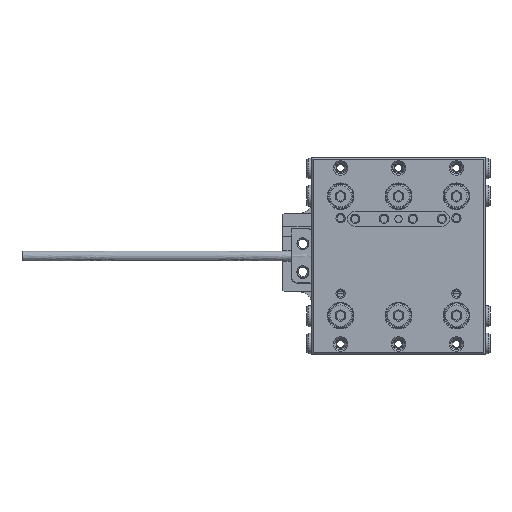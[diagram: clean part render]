
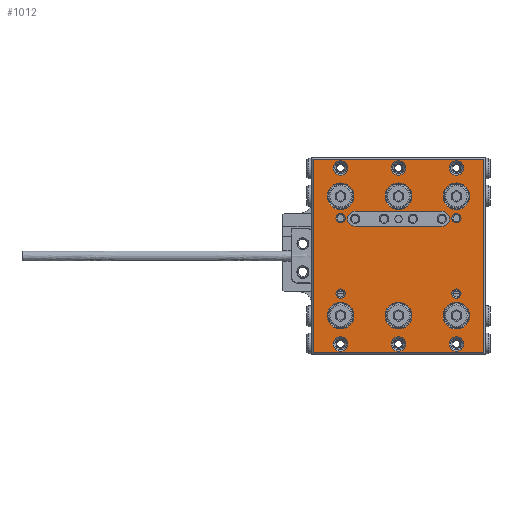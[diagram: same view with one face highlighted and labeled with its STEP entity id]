
A CAD part, top view. The second image highlights one B-rep face of the part: STEP entity #1012.
In plain terms, the highlighted planar face has unit normal (0, 0, 1).
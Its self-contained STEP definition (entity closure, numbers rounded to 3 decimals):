
#1012=ADVANCED_FACE('',(#1714,#1715,#1716,#1717,#1718,#1719,#1720,#1721,
#1722,#1723,#1724,#1725,#1726,#1727,#1728,#1729,#1730,#1731),#1422,.F.);
#1422=PLANE('',#8873);
#1714=FACE_BOUND('',#2249,.T.);
#1715=FACE_BOUND('',#2250,.T.);
#1716=FACE_BOUND('',#2251,.T.);
#1717=FACE_BOUND('',#2252,.T.);
#1718=FACE_BOUND('',#2253,.T.);
#1719=FACE_BOUND('',#2254,.T.);
#1720=FACE_BOUND('',#2255,.T.);
#1721=FACE_BOUND('',#2256,.T.);
#1722=FACE_BOUND('',#2257,.T.);
#1723=FACE_BOUND('',#2258,.T.);
#1724=FACE_BOUND('',#2259,.T.);
#1725=FACE_BOUND('',#2260,.T.);
#1726=FACE_BOUND('',#2261,.T.);
#1727=FACE_BOUND('',#2262,.T.);
#1728=FACE_BOUND('',#2263,.T.);
#1729=FACE_BOUND('',#2264,.T.);
#1730=FACE_BOUND('',#2265,.T.);
#1731=FACE_BOUND('',#2266,.T.);
#2249=EDGE_LOOP('',(#3992,#3993,#3994,#3995));
#2250=EDGE_LOOP('',(#3996));
#2251=EDGE_LOOP('',(#3997));
#2252=EDGE_LOOP('',(#3998));
#2253=EDGE_LOOP('',(#3999));
#2254=EDGE_LOOP('',(#4000));
#2255=EDGE_LOOP('',(#4001));
#2256=EDGE_LOOP('',(#4002));
#2257=EDGE_LOOP('',(#4003));
#2258=EDGE_LOOP('',(#4004));
#2259=EDGE_LOOP('',(#4005));
#2260=EDGE_LOOP('',(#4006));
#2261=EDGE_LOOP('',(#4007));
#2262=EDGE_LOOP('',(#4008));
#2263=EDGE_LOOP('',(#4009));
#2264=EDGE_LOOP('',(#4010));
#2265=EDGE_LOOP('',(#4011));
#2266=EDGE_LOOP('',(#4012,#4013,#4014,#4015));
#2802=CIRCLE('',#8855,1.3);
#2803=CIRCLE('',#8856,1.3);
#2804=CIRCLE('',#8857,2.3);
#2805=CIRCLE('',#8858,1.25);
#2806=CIRCLE('',#8859,2.3);
#2807=CIRCLE('',#8860,1.25);
#2808=CIRCLE('',#8861,2.3);
#2809=CIRCLE('',#8862,1.25);
#2810=CIRCLE('',#8863,2.3);
#2811=CIRCLE('',#8864,1.25);
#2812=CIRCLE('',#8865,2.3);
#2813=CIRCLE('',#8866,1.25);
#2814=CIRCLE('',#8867,2.3);
#2815=CIRCLE('',#8868,1.25);
#2816=CIRCLE('',#8869,0.8);
#2817=CIRCLE('',#8870,0.8);
#2818=CIRCLE('',#8871,0.8);
#2819=CIRCLE('',#8872,0.8);
#3992=ORIENTED_EDGE('',*,*,#6466,.F.);
#3993=ORIENTED_EDGE('',*,*,#6467,.T.);
#3994=ORIENTED_EDGE('',*,*,#6468,.F.);
#3995=ORIENTED_EDGE('',*,*,#6469,.F.);
#3996=ORIENTED_EDGE('',*,*,#6470,.T.);
#3997=ORIENTED_EDGE('',*,*,#6471,.T.);
#3998=ORIENTED_EDGE('',*,*,#6472,.T.);
#3999=ORIENTED_EDGE('',*,*,#6473,.T.);
#4000=ORIENTED_EDGE('',*,*,#6474,.T.);
#4001=ORIENTED_EDGE('',*,*,#6475,.T.);
#4002=ORIENTED_EDGE('',*,*,#6476,.T.);
#4003=ORIENTED_EDGE('',*,*,#6477,.T.);
#4004=ORIENTED_EDGE('',*,*,#6478,.F.);
#4005=ORIENTED_EDGE('',*,*,#6479,.F.);
#4006=ORIENTED_EDGE('',*,*,#6480,.F.);
#4007=ORIENTED_EDGE('',*,*,#6481,.F.);
#4008=ORIENTED_EDGE('',*,*,#6482,.T.);
#4009=ORIENTED_EDGE('',*,*,#6483,.T.);
#4010=ORIENTED_EDGE('',*,*,#6484,.T.);
#4011=ORIENTED_EDGE('',*,*,#6485,.F.);
#4012=ORIENTED_EDGE('',*,*,#6486,.T.);
#4013=ORIENTED_EDGE('',*,*,#6487,.T.);
#4014=ORIENTED_EDGE('',*,*,#6488,.T.);
#4015=ORIENTED_EDGE('',*,*,#6489,.T.);
#5530=VERTEX_POINT('',#12808);
#5531=VERTEX_POINT('',#12809);
#5532=VERTEX_POINT('',#12811);
#5533=VERTEX_POINT('',#12813);
#5534=VERTEX_POINT('',#12816);
#5535=VERTEX_POINT('',#12818);
#5536=VERTEX_POINT('',#12820);
#5537=VERTEX_POINT('',#12822);
#5538=VERTEX_POINT('',#12824);
#5539=VERTEX_POINT('',#12826);
#5540=VERTEX_POINT('',#12828);
#5541=VERTEX_POINT('',#12830);
#5542=VERTEX_POINT('',#12832);
#5543=VERTEX_POINT('',#12834);
#5544=VERTEX_POINT('',#12836);
#5545=VERTEX_POINT('',#12838);
#5546=VERTEX_POINT('',#12840);
#5547=VERTEX_POINT('',#12842);
#5548=VERTEX_POINT('',#12844);
#5549=VERTEX_POINT('',#12846);
#5550=VERTEX_POINT('',#12848);
#5551=VERTEX_POINT('',#12849);
#5552=VERTEX_POINT('',#12851);
#5553=VERTEX_POINT('',#12853);
#6466=EDGE_CURVE('',#5530,#5531,#7407,.T.);
#6467=EDGE_CURVE('',#5530,#5532,#2802,.T.);
#6468=EDGE_CURVE('',#5533,#5532,#7408,.T.);
#6469=EDGE_CURVE('',#5531,#5533,#2803,.T.);
#6470=EDGE_CURVE('',#5534,#5534,#2804,.T.);
#6471=EDGE_CURVE('',#5535,#5535,#2805,.T.);
#6472=EDGE_CURVE('',#5536,#5536,#2806,.T.);
#6473=EDGE_CURVE('',#5537,#5537,#2807,.T.);
#6474=EDGE_CURVE('',#5538,#5538,#2808,.T.);
#6475=EDGE_CURVE('',#5539,#5539,#2809,.T.);
#6476=EDGE_CURVE('',#5540,#5540,#2810,.T.);
#6477=EDGE_CURVE('',#5541,#5541,#2811,.T.);
#6478=EDGE_CURVE('',#5542,#5542,#2812,.T.);
#6479=EDGE_CURVE('',#5543,#5543,#2813,.T.);
#6480=EDGE_CURVE('',#5544,#5544,#2814,.T.);
#6481=EDGE_CURVE('',#5545,#5545,#2815,.T.);
#6482=EDGE_CURVE('',#5546,#5546,#2816,.T.);
#6483=EDGE_CURVE('',#5547,#5547,#2817,.T.);
#6484=EDGE_CURVE('',#5548,#5548,#2818,.T.);
#6485=EDGE_CURVE('',#5549,#5549,#2819,.T.);
#6486=EDGE_CURVE('',#5550,#5551,#7409,.T.);
#6487=EDGE_CURVE('',#5551,#5552,#7410,.T.);
#6488=EDGE_CURVE('',#5552,#5553,#7411,.T.);
#6489=EDGE_CURVE('',#5553,#5550,#7412,.T.);
#7407=LINE('',#12807,#8152);
#7408=LINE('',#12812,#8153);
#7409=LINE('',#12847,#8154);
#7410=LINE('',#12850,#8155);
#7411=LINE('',#12852,#8156);
#7412=LINE('',#12854,#8157);
#8152=VECTOR('',#10303,1.);
#8153=VECTOR('',#10306,1.);
#8154=VECTOR('',#10341,1.);
#8155=VECTOR('',#10342,1.);
#8156=VECTOR('',#10343,1.);
#8157=VECTOR('',#10344,1.);
#8855=AXIS2_PLACEMENT_3D('',#12810,#10304,#10305);
#8856=AXIS2_PLACEMENT_3D('',#12814,#10307,#10308);
#8857=AXIS2_PLACEMENT_3D('',#12815,#10309,#10310);
#8858=AXIS2_PLACEMENT_3D('',#12817,#10311,#10312);
#8859=AXIS2_PLACEMENT_3D('',#12819,#10313,#10314);
#8860=AXIS2_PLACEMENT_3D('',#12821,#10315,#10316);
#8861=AXIS2_PLACEMENT_3D('',#12823,#10317,#10318);
#8862=AXIS2_PLACEMENT_3D('',#12825,#10319,#10320);
#8863=AXIS2_PLACEMENT_3D('',#12827,#10321,#10322);
#8864=AXIS2_PLACEMENT_3D('',#12829,#10323,#10324);
#8865=AXIS2_PLACEMENT_3D('',#12831,#10325,#10326);
#8866=AXIS2_PLACEMENT_3D('',#12833,#10327,#10328);
#8867=AXIS2_PLACEMENT_3D('',#12835,#10329,#10330);
#8868=AXIS2_PLACEMENT_3D('',#12837,#10331,#10332);
#8869=AXIS2_PLACEMENT_3D('',#12839,#10333,#10334);
#8870=AXIS2_PLACEMENT_3D('',#12841,#10335,#10336);
#8871=AXIS2_PLACEMENT_3D('',#12843,#10337,#10338);
#8872=AXIS2_PLACEMENT_3D('',#12845,#10339,#10340);
#8873=AXIS2_PLACEMENT_3D('',#12855,#10345,#10346);
#10303=DIRECTION('',(-1.,0.,0.));
#10304=DIRECTION('',(0.,0.,-1.));
#10305=DIRECTION('',(1.,0.,0.));
#10306=DIRECTION('',(1.,0.,0.));
#10307=DIRECTION('',(0.,0.,1.));
#10308=DIRECTION('',(-1.,0.,0.));
#10309=DIRECTION('',(0.,0.,-1.));
#10310=DIRECTION('',(-1.,0.,0.));
#10311=DIRECTION('',(0.,0.,-1.));
#10312=DIRECTION('',(-1.,0.,0.));
#10313=DIRECTION('',(0.,0.,-1.));
#10314=DIRECTION('',(-1.,0.,0.));
#10315=DIRECTION('',(0.,0.,-1.));
#10316=DIRECTION('',(-1.,0.,0.));
#10317=DIRECTION('',(0.,0.,-1.));
#10318=DIRECTION('',(-1.,0.,0.));
#10319=DIRECTION('',(0.,0.,-1.));
#10320=DIRECTION('',(-1.,0.,0.));
#10321=DIRECTION('',(0.,0.,-1.));
#10322=DIRECTION('',(-1.,0.,0.));
#10323=DIRECTION('',(0.,0.,-1.));
#10324=DIRECTION('',(-1.,0.,0.));
#10325=DIRECTION('',(0.,0.,1.));
#10326=DIRECTION('',(-1.,0.,0.));
#10327=DIRECTION('',(0.,0.,1.));
#10328=DIRECTION('',(-1.,0.,0.));
#10329=DIRECTION('',(0.,0.,1.));
#10330=DIRECTION('',(-1.,0.,0.));
#10331=DIRECTION('',(0.,0.,1.));
#10332=DIRECTION('',(-1.,0.,0.));
#10333=DIRECTION('',(0.,0.,-1.));
#10334=DIRECTION('',(-1.,0.,0.));
#10335=DIRECTION('',(0.,0.,-1.));
#10336=DIRECTION('',(-1.,0.,0.));
#10337=DIRECTION('',(0.,0.,-1.));
#10338=DIRECTION('',(-1.,0.,0.));
#10339=DIRECTION('',(0.,0.,1.));
#10340=DIRECTION('',(-1.,0.,0.));
#10341=DIRECTION('',(0.,1.,0.));
#10342=DIRECTION('',(-1.,0.,0.));
#10343=DIRECTION('',(0.,-1.,0.));
#10344=DIRECTION('',(1.,0.,0.));
#10345=DIRECTION('',(0.,0.,-1.));
#10346=DIRECTION('',(-1.,0.,0.));
#12807=CARTESIAN_POINT('',(0.,7.7,0.));
#12808=CARTESIAN_POINT('',(7.5,7.7,0.));
#12809=CARTESIAN_POINT('',(-7.5,7.7,0.));
#12810=CARTESIAN_POINT('',(7.5,6.4,0.));
#12811=CARTESIAN_POINT('',(7.5,5.1,0.));
#12812=CARTESIAN_POINT('',(-7.5,5.1,0.));
#12813=CARTESIAN_POINT('',(-7.5,5.1,0.));
#12814=CARTESIAN_POINT('',(-7.5,6.4,0.));
#12815=CARTESIAN_POINT('',(-10.,-10.3,0.));
#12816=CARTESIAN_POINT('',(-12.3,-10.3,0.));
#12817=CARTESIAN_POINT('',(-10.,-15.2,0.));
#12818=CARTESIAN_POINT('',(-11.25,-15.2,0.));
#12819=CARTESIAN_POINT('',(0.,-10.3,0.));
#12820=CARTESIAN_POINT('',(-2.3,-10.3,0.));
#12821=CARTESIAN_POINT('',(0.,-15.2,0.));
#12822=CARTESIAN_POINT('',(-1.25,-15.2,0.));
#12823=CARTESIAN_POINT('',(10.,-10.3,0.));
#12824=CARTESIAN_POINT('',(7.7,-10.3,0.));
#12825=CARTESIAN_POINT('',(10.,-15.2,0.));
#12826=CARTESIAN_POINT('',(8.75,-15.2,0.));
#12827=CARTESIAN_POINT('',(-10.,10.3,0.));
#12828=CARTESIAN_POINT('',(-12.3,10.3,0.));
#12829=CARTESIAN_POINT('',(-10.,15.2,0.));
#12830=CARTESIAN_POINT('',(-11.25,15.2,0.));
#12831=CARTESIAN_POINT('',(0.,10.3,0.));
#12832=CARTESIAN_POINT('',(-2.3,10.3,0.));
#12833=CARTESIAN_POINT('',(0.,15.2,0.));
#12834=CARTESIAN_POINT('',(-1.25,15.2,0.));
#12835=CARTESIAN_POINT('',(10.,10.3,0.));
#12836=CARTESIAN_POINT('',(7.7,10.3,0.));
#12837=CARTESIAN_POINT('',(10.,15.2,0.));
#12838=CARTESIAN_POINT('',(8.75,15.2,0.));
#12839=CARTESIAN_POINT('',(-10.,-6.5,0.));
#12840=CARTESIAN_POINT('',(-10.8,-6.5,0.));
#12841=CARTESIAN_POINT('',(10.,-6.5,0.));
#12842=CARTESIAN_POINT('',(9.2,-6.5,0.));
#12843=CARTESIAN_POINT('',(-10.,6.5,0.));
#12844=CARTESIAN_POINT('',(-10.8,6.5,0.));
#12845=CARTESIAN_POINT('',(10.,6.5,0.));
#12846=CARTESIAN_POINT('',(9.2,6.5,0.));
#12847=CARTESIAN_POINT('',(14.7,17.,0.));
#12848=CARTESIAN_POINT('',(14.7,-16.7,0.));
#12849=CARTESIAN_POINT('',(14.7,16.7,0.));
#12850=CARTESIAN_POINT('',(15.,16.7,0.));
#12851=CARTESIAN_POINT('',(-14.7,16.7,0.));
#12852=CARTESIAN_POINT('',(-14.7,17.,0.));
#12853=CARTESIAN_POINT('',(-14.7,-16.7,0.));
#12854=CARTESIAN_POINT('',(15.,-16.7,0.));
#12855=CARTESIAN_POINT('',(15.,17.,0.));
